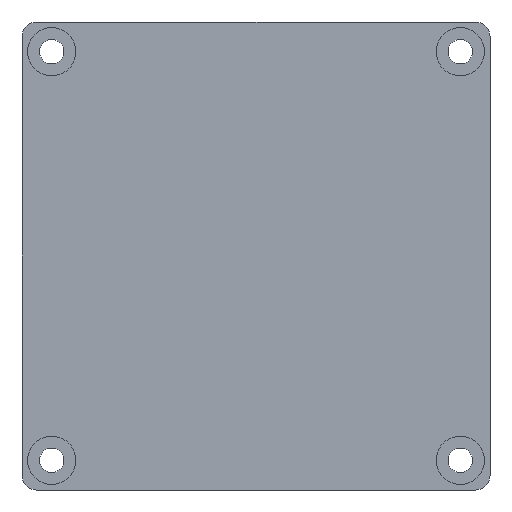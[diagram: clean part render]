
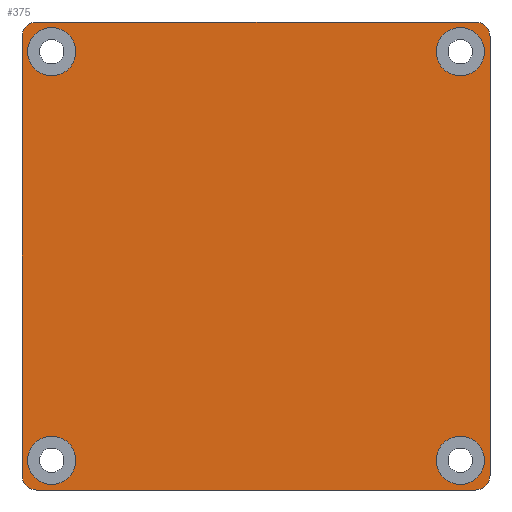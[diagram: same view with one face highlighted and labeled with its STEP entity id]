
A CAD part, front view. The second image highlights one B-rep face of the part: STEP entity #375.
In plain terms, the highlighted planar face has unit normal (0, -1, 0).
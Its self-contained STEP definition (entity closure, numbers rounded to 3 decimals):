
#15=FACE_BOUND('',#62,.T.);
#16=FACE_BOUND('',#63,.T.);
#17=FACE_BOUND('',#64,.T.);
#18=FACE_BOUND('',#65,.T.);
#28=PLANE('',#419);
#39=FACE_OUTER_BOUND('',#61,.T.);
#61=EDGE_LOOP('',(#265,#266,#267,#268,#269,#270,#271,#272));
#62=EDGE_LOOP('',(#273));
#63=EDGE_LOOP('',(#274));
#64=EDGE_LOOP('',(#275));
#65=EDGE_LOOP('',(#276));
#95=LINE('',#603,#119);
#98=LINE('',#609,#122);
#99=LINE('',#613,#123);
#100=LINE('',#617,#124);
#119=VECTOR('',#477,10.);
#122=VECTOR('',#482,10.);
#123=VECTOR('',#485,10.);
#124=VECTOR('',#488,10.);
#142=CIRCLE('',#417,2.);
#143=CIRCLE('',#420,2.);
#144=CIRCLE('',#421,2.);
#145=CIRCLE('',#422,2.);
#146=CIRCLE('',#423,3.25);
#147=CIRCLE('',#424,3.25);
#148=CIRCLE('',#425,3.25);
#149=CIRCLE('',#426,3.25);
#171=VERTEX_POINT('',#596);
#172=VERTEX_POINT('',#598);
#173=VERTEX_POINT('',#602);
#175=VERTEX_POINT('',#608);
#176=VERTEX_POINT('',#610);
#177=VERTEX_POINT('',#612);
#178=VERTEX_POINT('',#614);
#179=VERTEX_POINT('',#616);
#180=VERTEX_POINT('',#619);
#181=VERTEX_POINT('',#621);
#182=VERTEX_POINT('',#623);
#183=VERTEX_POINT('',#625);
#207=EDGE_CURVE('',#171,#172,#142,.T.);
#209=EDGE_CURVE('',#173,#172,#95,.T.);
#212=EDGE_CURVE('',#171,#175,#98,.T.);
#213=EDGE_CURVE('',#176,#175,#143,.T.);
#214=EDGE_CURVE('',#176,#177,#99,.T.);
#215=EDGE_CURVE('',#178,#177,#144,.T.);
#216=EDGE_CURVE('',#178,#179,#100,.T.);
#217=EDGE_CURVE('',#173,#179,#145,.T.);
#218=EDGE_CURVE('',#180,#180,#146,.T.);
#219=EDGE_CURVE('',#181,#181,#147,.T.);
#220=EDGE_CURVE('',#182,#182,#148,.T.);
#221=EDGE_CURVE('',#183,#183,#149,.T.);
#265=ORIENTED_EDGE('',*,*,#207,.F.);
#266=ORIENTED_EDGE('',*,*,#212,.T.);
#267=ORIENTED_EDGE('',*,*,#213,.F.);
#268=ORIENTED_EDGE('',*,*,#214,.T.);
#269=ORIENTED_EDGE('',*,*,#215,.F.);
#270=ORIENTED_EDGE('',*,*,#216,.T.);
#271=ORIENTED_EDGE('',*,*,#217,.F.);
#272=ORIENTED_EDGE('',*,*,#209,.T.);
#273=ORIENTED_EDGE('',*,*,#218,.T.);
#274=ORIENTED_EDGE('',*,*,#219,.T.);
#275=ORIENTED_EDGE('',*,*,#220,.T.);
#276=ORIENTED_EDGE('',*,*,#221,.T.);
#375=ADVANCED_FACE('',(#39,#15,#16,#17,#18),#28,.F.);
#417=AXIS2_PLACEMENT_3D('',#599,#472,#473);
#419=AXIS2_PLACEMENT_3D('',#607,#480,#481);
#420=AXIS2_PLACEMENT_3D('',#611,#483,#484);
#421=AXIS2_PLACEMENT_3D('',#615,#486,#487);
#422=AXIS2_PLACEMENT_3D('',#618,#489,#490);
#423=AXIS2_PLACEMENT_3D('',#620,#491,#492);
#424=AXIS2_PLACEMENT_3D('',#622,#493,#494);
#425=AXIS2_PLACEMENT_3D('',#624,#495,#496);
#426=AXIS2_PLACEMENT_3D('',#626,#497,#498);
#472=DIRECTION('center_axis',(0.,1.,0.));
#473=DIRECTION('ref_axis',(0.707,0.,0.707));
#477=DIRECTION('',(0.,0.,1.));
#480=DIRECTION('center_axis',(0.,1.,0.));
#481=DIRECTION('ref_axis',(0.,0.,1.));
#482=DIRECTION('',(-1.,0.,0.));
#483=DIRECTION('center_axis',(0.,1.,0.));
#484=DIRECTION('ref_axis',(-0.707,0.,0.707));
#485=DIRECTION('',(0.,0.,-1.));
#486=DIRECTION('center_axis',(0.,1.,0.));
#487=DIRECTION('ref_axis',(-0.707,0.,-0.707));
#488=DIRECTION('',(1.,0.,0.));
#489=DIRECTION('center_axis',(0.,1.,0.));
#490=DIRECTION('ref_axis',(0.707,0.,-0.707));
#491=DIRECTION('center_axis',(0.,1.,0.));
#492=DIRECTION('ref_axis',(-1.,0.,0.));
#493=DIRECTION('center_axis',(0.,1.,0.));
#494=DIRECTION('ref_axis',(-1.,0.,0.));
#495=DIRECTION('center_axis',(0.,1.,0.));
#496=DIRECTION('ref_axis',(-1.,0.,0.));
#497=DIRECTION('center_axis',(0.,1.,0.));
#498=DIRECTION('ref_axis',(-1.,0.,0.));
#596=CARTESIAN_POINT('',(29.5,0.,31.5));
#598=CARTESIAN_POINT('',(31.5,0.,29.5));
#599=CARTESIAN_POINT('Origin',(29.5,0.,29.5));
#602=CARTESIAN_POINT('',(31.5,0.,-29.5));
#603=CARTESIAN_POINT('',(31.5,0.,-31.5));
#607=CARTESIAN_POINT('Origin',(0.,0.,0.));
#608=CARTESIAN_POINT('',(-29.5,0.,31.5));
#609=CARTESIAN_POINT('',(31.5,0.,31.5));
#610=CARTESIAN_POINT('',(-31.5,0.,29.5));
#611=CARTESIAN_POINT('Origin',(-29.5,0.,29.5));
#612=CARTESIAN_POINT('',(-31.5,0.,-29.5));
#613=CARTESIAN_POINT('',(-31.5,0.,31.5));
#614=CARTESIAN_POINT('',(-29.5,0.,-31.5));
#615=CARTESIAN_POINT('Origin',(-29.5,0.,-29.5));
#616=CARTESIAN_POINT('',(29.5,0.,-31.5));
#617=CARTESIAN_POINT('',(-31.5,0.,-31.5));
#618=CARTESIAN_POINT('Origin',(29.5,0.,-29.5));
#619=CARTESIAN_POINT('',(-24.25,0.,-27.5));
#620=CARTESIAN_POINT('Origin',(-27.5,0.,-27.5));
#621=CARTESIAN_POINT('',(-24.25,0.,27.5));
#622=CARTESIAN_POINT('Origin',(-27.5,0.,27.5));
#623=CARTESIAN_POINT('',(30.75,0.,27.5));
#624=CARTESIAN_POINT('Origin',(27.5,0.,27.5));
#625=CARTESIAN_POINT('',(30.75,0.,-27.5));
#626=CARTESIAN_POINT('Origin',(27.5,0.,-27.5));
